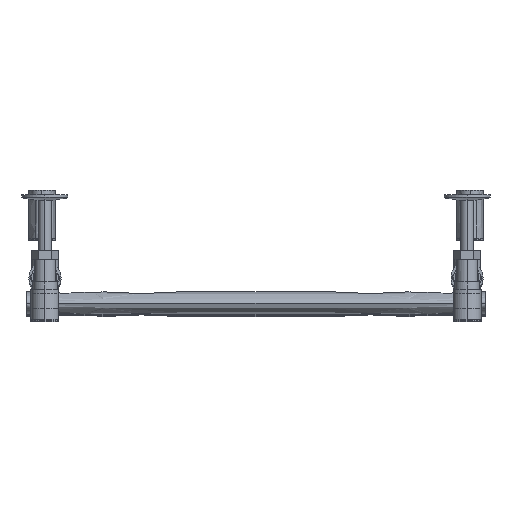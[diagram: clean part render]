
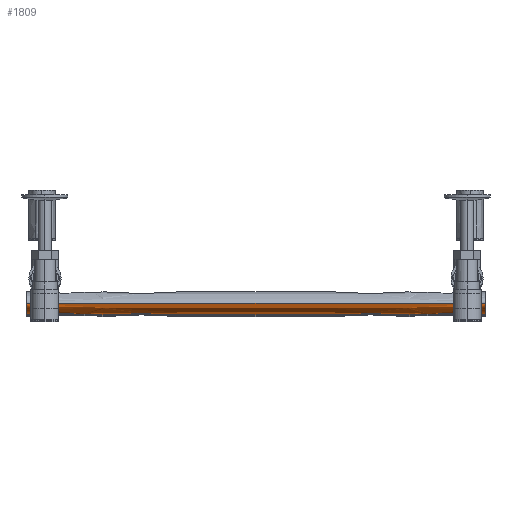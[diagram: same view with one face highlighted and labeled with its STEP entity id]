
A CAD part, top view. The second image highlights one B-rep face of the part: STEP entity #1809.
In plain terms, the highlighted free-form (B-spline) face has degree [3, 3] with [4, 4] control points.
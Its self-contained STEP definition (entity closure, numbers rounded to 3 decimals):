
#1807 = EDGE_LOOP ( 'NONE', ( #2071, #2045, #1994, #2012 ) ) ;
#1809 = ADVANCED_FACE ( 'NONE', ( #5180 ), #5165, .F. ) ;
#1810 = EDGE_CURVE ( 'NONE', #2091, #2024, #5167, .T. ) ;
#1812 = EDGE_CURVE ( 'NONE', #2093, #2024, #5093, .T. ) ;
#1991 = EDGE_CURVE ( 'NONE', #2077, #2091, #5410, .T. ) ;
#1994 = ORIENTED_EDGE ( 'NONE', *, *, #1812, .T. ) ;
#2012 = ORIENTED_EDGE ( 'NONE', *, *, #1810, .F. ) ;
#2024 = VERTEX_POINT ( 'NONE', #5708 ) ;
#2045 = ORIENTED_EDGE ( 'NONE', *, *, #2102, .T. ) ;
#2071 = ORIENTED_EDGE ( 'NONE', *, *, #1991, .F. ) ;
#2077 = VERTEX_POINT ( 'NONE', #5635 ) ;
#2091 = VERTEX_POINT ( 'NONE', #5632 ) ;
#2093 = VERTEX_POINT ( 'NONE', #5631 ) ;
#2102 = EDGE_CURVE ( 'NONE', #2077, #2093, #5781, .T. ) ;
#4517 = CARTESIAN_POINT ( 'NONE',  ( 0., 25., -250. ) ) ;
#4525 = CARTESIAN_POINT ( 'NONE',  ( 25., 25., -250. ) ) ;
#4526 = CARTESIAN_POINT ( 'NONE',  ( 25., -25., -250. ) ) ;
#5090 = CARTESIAN_POINT ( 'NONE',  ( 0., -25., -250. ) ) ;
#5093 =( BOUNDED_CURVE ( )  B_SPLINE_CURVE ( 3, ( #5090, #4526, #4525, #4517 ),
 .UNSPECIFIED., .F., .T. ) 
 B_SPLINE_CURVE_WITH_KNOTS ( ( 4, 4 ),
 ( 3.142, 6.283 ),
 .UNSPECIFIED. ) 
 CURVE ( )  GEOMETRIC_REPRESENTATION_ITEM ( )  RATIONAL_B_SPLINE_CURVE ( ( 1., 0.333, 0.333, 1. ) ) 
 REPRESENTATION_ITEM ( '' )  );
#5128 = CARTESIAN_POINT ( 'NONE',  ( 0., 25., -250. ) ) ;
#5129 = CARTESIAN_POINT ( 'NONE',  ( 0., 25., -83.333 ) ) ;
#5130 = CARTESIAN_POINT ( 'NONE',  ( 0., 25., 83.333 ) ) ;
#5131 = CARTESIAN_POINT ( 'NONE',  ( 0., 25., 250. ) ) ;
#5132 = CARTESIAN_POINT ( 'NONE',  ( 25., 25., -250. ) ) ;
#5133 = CARTESIAN_POINT ( 'NONE',  ( 25., 25., -83.333 ) ) ;
#5134 = CARTESIAN_POINT ( 'NONE',  ( 25., 25., 83.333 ) ) ;
#5135 = CARTESIAN_POINT ( 'NONE',  ( 25., 25., 250. ) ) ;
#5136 = CARTESIAN_POINT ( 'NONE',  ( 25., -25., -250. ) ) ;
#5137 = CARTESIAN_POINT ( 'NONE',  ( 25., -25., -83.333 ) ) ;
#5138 = CARTESIAN_POINT ( 'NONE',  ( 25., -25., 83.333 ) ) ;
#5139 = CARTESIAN_POINT ( 'NONE',  ( 25., -25., 250. ) ) ;
#5140 = CARTESIAN_POINT ( 'NONE',  ( 0., -25., -250. ) ) ;
#5141 = CARTESIAN_POINT ( 'NONE',  ( 0., -25., -83.333 ) ) ;
#5142 = CARTESIAN_POINT ( 'NONE',  ( 0., -25., 83.333 ) ) ;
#5143 = CARTESIAN_POINT ( 'NONE',  ( 0., -25., 250. ) ) ;
#5164 = DIRECTION ( 'NONE',  ( 0., 0., -1. ) ) ;
#5165 =( BOUNDED_SURFACE ( )  B_SPLINE_SURFACE ( 3, 3, ( 
 ( #5143, #5142, #5141, #5140 ),
 ( #5139, #5138, #5137, #5136 ),
 ( #5135, #5134, #5133, #5132 ),
 ( #5131, #5130, #5129, #5128 ) ),
 .UNSPECIFIED., .F., .F., .T. ) 
 B_SPLINE_SURFACE_WITH_KNOTS ( ( 4, 4 ),
 ( 4, 4 ),
 ( 0., 1. ),
 ( 0., 1. ),
 .UNSPECIFIED. ) 
 GEOMETRIC_REPRESENTATION_ITEM ( )  RATIONAL_B_SPLINE_SURFACE ( (
 ( 1., 1., 1., 1.),
 ( 0.333, 0.333, 0.333, 0.333),
 ( 0.333, 0.333, 0.333, 0.333),
 ( 1., 1., 1., 1.) ) ) 
 REPRESENTATION_ITEM ( '' )  SURFACE ( )  );
#5167 = LINE ( 'NONE', #5173, #5172 ) ;
#5172 = VECTOR ( 'NONE', #5164, 1000. ) ;
#5173 = CARTESIAN_POINT ( 'NONE',  ( 0., 25., 250. ) ) ;
#5180 = FACE_OUTER_BOUND ( 'NONE', #1807, .T. ) ;
#5407 = CARTESIAN_POINT ( 'NONE',  ( 25., -25., 250. ) ) ;
#5408 = CARTESIAN_POINT ( 'NONE',  ( 0., -25., 250. ) ) ;
#5410 =( BOUNDED_CURVE ( )  B_SPLINE_CURVE ( 3, ( #5408, #5407, #5481, #5480 ),
 .UNSPECIFIED., .F., .T. ) 
 B_SPLINE_CURVE_WITH_KNOTS ( ( 4, 4 ),
 ( 3.142, 6.283 ),
 .UNSPECIFIED. ) 
 CURVE ( )  GEOMETRIC_REPRESENTATION_ITEM ( )  RATIONAL_B_SPLINE_CURVE ( ( 1., 0.333, 0.333, 1. ) ) 
 REPRESENTATION_ITEM ( '' )  );
#5480 = CARTESIAN_POINT ( 'NONE',  ( 0., 25., 250. ) ) ;
#5481 = CARTESIAN_POINT ( 'NONE',  ( 25., 25., 250. ) ) ;
#5631 = CARTESIAN_POINT ( 'NONE',  ( 0., -25., -250. ) ) ;
#5632 = CARTESIAN_POINT ( 'NONE',  ( 0., 25., 250. ) ) ;
#5635 = CARTESIAN_POINT ( 'NONE',  ( 0., -25., 250. ) ) ;
#5700 = DIRECTION ( 'NONE',  ( 0., 0., -1. ) ) ;
#5701 = VECTOR ( 'NONE', #5700, 1000. ) ;
#5702 = CARTESIAN_POINT ( 'NONE',  ( 0., -25., 250. ) ) ;
#5708 = CARTESIAN_POINT ( 'NONE',  ( 0., 25., -250. ) ) ;
#5781 = LINE ( 'NONE', #5702, #5701 ) ;
